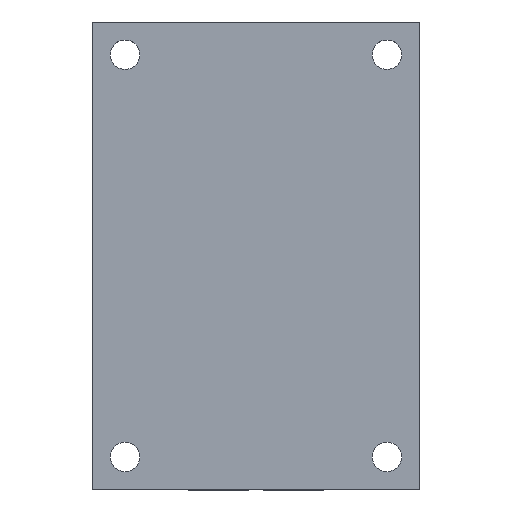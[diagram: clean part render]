
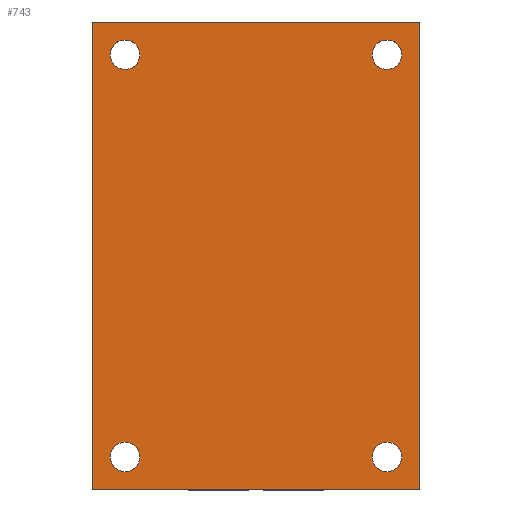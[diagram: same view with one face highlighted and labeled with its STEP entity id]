
A CAD part, top view. The second image highlights one B-rep face of the part: STEP entity #743.
In plain terms, the highlighted planar face has unit normal (0, 0, 1).
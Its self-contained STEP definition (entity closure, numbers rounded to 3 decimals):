
#21=FACE_BOUND('',#142,.T.);
#22=FACE_BOUND('',#143,.T.);
#23=FACE_BOUND('',#144,.T.);
#24=FACE_BOUND('',#145,.T.);
#49=PLANE('',#824);
#92=FACE_OUTER_BOUND('',#141,.T.);
#141=EDGE_LOOP('',(#623,#624,#625,#626));
#142=EDGE_LOOP('',(#627));
#143=EDGE_LOOP('',(#628));
#144=EDGE_LOOP('',(#629));
#145=EDGE_LOOP('',(#630));
#193=LINE('',#1151,#268);
#215=LINE('',#1210,#290);
#218=LINE('',#1215,#293);
#219=LINE('',#1217,#294);
#268=VECTOR('',#944,10.);
#290=VECTOR('',#996,10.);
#293=VECTOR('',#1001,10.);
#294=VECTOR('',#1004,10.);
#332=CIRCLE('',#813,3.15);
#333=CIRCLE('',#815,3.15);
#335=CIRCLE('',#818,3.15);
#336=CIRCLE('',#820,3.15);
#371=VERTEX_POINT('',#1148);
#372=VERTEX_POINT('',#1150);
#387=VERTEX_POINT('',#1187);
#388=VERTEX_POINT('',#1191);
#390=VERTEX_POINT('',#1197);
#391=VERTEX_POINT('',#1201);
#394=VERTEX_POINT('',#1209);
#395=VERTEX_POINT('',#1213);
#449=EDGE_CURVE('',#372,#371,#193,.T.);
#468=EDGE_CURVE('',#387,#387,#332,.T.);
#470=EDGE_CURVE('',#388,#388,#333,.T.);
#473=EDGE_CURVE('',#390,#390,#335,.T.);
#475=EDGE_CURVE('',#391,#391,#336,.T.);
#479=EDGE_CURVE('',#394,#372,#215,.T.);
#482=EDGE_CURVE('',#371,#395,#218,.T.);
#483=EDGE_CURVE('',#395,#394,#219,.T.);
#623=ORIENTED_EDGE('',*,*,#449,.T.);
#624=ORIENTED_EDGE('',*,*,#482,.T.);
#625=ORIENTED_EDGE('',*,*,#483,.T.);
#626=ORIENTED_EDGE('',*,*,#479,.T.);
#627=ORIENTED_EDGE('',*,*,#475,.T.);
#628=ORIENTED_EDGE('',*,*,#473,.T.);
#629=ORIENTED_EDGE('',*,*,#470,.T.);
#630=ORIENTED_EDGE('',*,*,#468,.T.);
#743=ADVANCED_FACE('',(#92,#21,#22,#23,#24),#49,.T.);
#813=AXIS2_PLACEMENT_3D('',#1188,#971,#972);
#815=AXIS2_PLACEMENT_3D('',#1192,#976,#977);
#818=AXIS2_PLACEMENT_3D('',#1198,#983,#984);
#820=AXIS2_PLACEMENT_3D('',#1202,#988,#989);
#824=AXIS2_PLACEMENT_3D('',#1216,#1002,#1003);
#944=DIRECTION('',(-1.,0.,0.));
#971=DIRECTION('center_axis',(0.,0.,-1.));
#972=DIRECTION('ref_axis',(-1.,0.,0.));
#976=DIRECTION('center_axis',(0.,0.,-1.));
#977=DIRECTION('ref_axis',(-1.,0.,0.));
#983=DIRECTION('center_axis',(0.,0.,-1.));
#984=DIRECTION('ref_axis',(-1.,0.,0.));
#988=DIRECTION('center_axis',(0.,0.,-1.));
#989=DIRECTION('ref_axis',(-1.,0.,0.));
#996=DIRECTION('',(0.,1.,0.));
#1001=DIRECTION('',(0.,-1.,0.));
#1002=DIRECTION('center_axis',(0.,0.,1.));
#1003=DIRECTION('ref_axis',(1.,0.,0.));
#1004=DIRECTION('',(1.,0.,0.));
#1148=CARTESIAN_POINT('',(-35.006,116.493,17.));
#1150=CARTESIAN_POINT('',(34.994,116.493,17.));
#1151=CARTESIAN_POINT('',(14.5,116.493,17.));
#1187=CARTESIAN_POINT('',(-24.856,109.493,17.));
#1188=CARTESIAN_POINT('Origin',(-28.006,109.493,17.));
#1191=CARTESIAN_POINT('',(31.144,23.493,17.));
#1192=CARTESIAN_POINT('Origin',(27.994,23.493,17.));
#1197=CARTESIAN_POINT('',(-24.856,23.493,17.));
#1198=CARTESIAN_POINT('Origin',(-28.006,23.493,17.));
#1201=CARTESIAN_POINT('',(31.144,109.493,17.));
#1202=CARTESIAN_POINT('Origin',(27.994,109.493,17.));
#1209=CARTESIAN_POINT('',(34.994,16.493,17.));
#1210=CARTESIAN_POINT('',(34.994,116.493,17.));
#1213=CARTESIAN_POINT('',(-35.006,16.493,17.));
#1215=CARTESIAN_POINT('',(-35.006,16.493,17.));
#1216=CARTESIAN_POINT('Origin',(-0.006,66.493,17.));
#1217=CARTESIAN_POINT('',(-14.5,16.493,17.));
